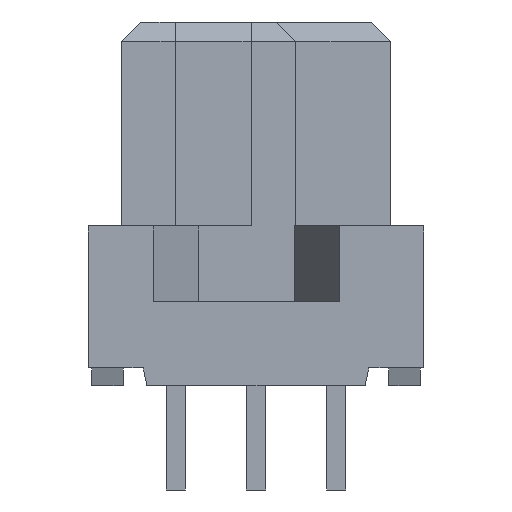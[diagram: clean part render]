
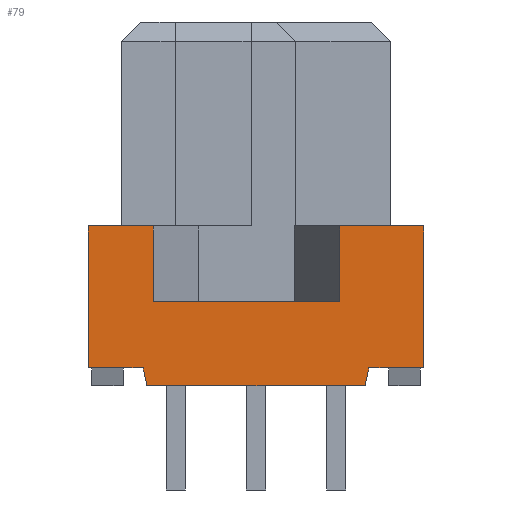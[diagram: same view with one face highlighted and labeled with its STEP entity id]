
A CAD part, left-side view. The second image highlights one B-rep face of the part: STEP entity #79.
In plain terms, the highlighted planar face has unit normal (-1, 0, 0).
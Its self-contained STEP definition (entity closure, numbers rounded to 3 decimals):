
#79=ADVANCED_FACE('',(#2464),#2465,.T.);
#2464=FACE_OUTER_BOUND('',#7313,.T.);
#2465=PLANE('',#7314);
#7313=EDGE_LOOP('',(#12770,#12771,#12772,#12773,#12774,#12775,#12776,#12777,#12778,#12779,#12780,#12781));
#7314=AXIS2_PLACEMENT_3D('',#12782,#12783,#12784);
#12770=ORIENTED_EDGE('',*,*,#30301,.T.);
#12771=ORIENTED_EDGE('',*,*,#30302,.T.);
#12772=ORIENTED_EDGE('',*,*,#30303,.F.);
#12773=ORIENTED_EDGE('',*,*,#30289,.T.);
#12774=ORIENTED_EDGE('',*,*,#30304,.T.);
#12775=ORIENTED_EDGE('',*,*,#30305,.F.);
#12776=ORIENTED_EDGE('',*,*,#30306,.F.);
#12777=ORIENTED_EDGE('',*,*,#30307,.F.);
#12778=ORIENTED_EDGE('',*,*,#30308,.F.);
#12779=ORIENTED_EDGE('',*,*,#30309,.F.);
#12780=ORIENTED_EDGE('',*,*,#30310,.F.);
#12781=ORIENTED_EDGE('',*,*,#30287,.T.);
#12782=CARTESIAN_POINT('',(-57.088,-5.3,-6.45));
#12783=DIRECTION('',(-1.0,0.0,0.0));
#12784=DIRECTION('',(0.0,0.0,1.0));
#30287=EDGE_CURVE('',#36362,#36371,#36373,.T.);
#30289=EDGE_CURVE('',#36377,#36374,#36378,.T.);
#30301=EDGE_CURVE('',#36371,#36398,#36399,.T.);
#30302=EDGE_CURVE('',#36398,#36400,#36401,.T.);
#30303=EDGE_CURVE('',#36377,#36400,#36402,.T.);
#30304=EDGE_CURVE('',#36374,#36403,#36404,.T.);
#30305=EDGE_CURVE('',#36405,#36403,#36406,.T.);
#30306=EDGE_CURVE('',#36407,#36405,#36408,.T.);
#30307=EDGE_CURVE('',#36409,#36407,#36410,.T.);
#30308=EDGE_CURVE('',#36411,#36409,#36412,.T.);
#30309=EDGE_CURVE('',#36413,#36411,#36414,.T.);
#30310=EDGE_CURVE('',#36362,#36413,#36415,.T.);
#36362=VERTEX_POINT('',#46146);
#36371=VERTEX_POINT('',#46160);
#36373=LINE('',#46163,#46164);
#36374=VERTEX_POINT('',#46165);
#36377=VERTEX_POINT('',#46169);
#36378=LINE('',#46170,#46171);
#36398=VERTEX_POINT('',#46202);
#36399=LINE('',#46203,#46204);
#36400=VERTEX_POINT('',#46205);
#36401=LINE('',#46206,#46207);
#36402=LINE('',#46208,#46209);
#36403=VERTEX_POINT('',#46210);
#36404=LINE('',#46211,#46212);
#36405=VERTEX_POINT('',#46213);
#36406=LINE('',#46214,#46215);
#36407=VERTEX_POINT('',#46216);
#36408=LINE('',#46217,#46218);
#36409=VERTEX_POINT('',#46219);
#36410=LINE('',#46220,#46221);
#36411=VERTEX_POINT('',#46222);
#36412=LINE('',#46223,#46224);
#36413=VERTEX_POINT('',#46225);
#36414=LINE('',#46226,#46227);
#36415=LINE('',#46228,#46229);
#46146=CARTESIAN_POINT('',(-57.088,-5.3,-6.45));
#46160=CARTESIAN_POINT('',(-57.088,-2.65,-6.45));
#46163=CARTESIAN_POINT('',(-57.088,-5.3,-6.45));
#46164=VECTOR('',#59667,2.65);
#46165=CARTESIAN_POINT('',(-57.088,5.3,-6.45));
#46169=CARTESIAN_POINT('',(-57.088,3.25,-6.45));
#46170=CARTESIAN_POINT('',(-57.088,3.25,-6.45));
#46171=VECTOR('',#59669,2.05);
#46202=CARTESIAN_POINT('',(-57.088,-2.65,-8.85));
#46203=CARTESIAN_POINT('',(-57.088,-2.65,-6.45));
#46204=VECTOR('',#59681,2.4);
#46205=CARTESIAN_POINT('',(-57.088,3.25,-8.85));
#46206=CARTESIAN_POINT('',(-57.088,-2.65,-8.85));
#46207=VECTOR('',#59682,5.9);
#46208=CARTESIAN_POINT('',(-57.088,3.25,-6.45));
#46209=VECTOR('',#59683,2.4);
#46210=CARTESIAN_POINT('',(-57.088,5.3,-10.94));
#46211=CARTESIAN_POINT('',(-57.088,5.3,-6.45));
#46212=VECTOR('',#59684,4.49);
#46213=CARTESIAN_POINT('',(-57.088,3.569,-10.94));
#46214=CARTESIAN_POINT('',(-57.088,3.569,-10.94));
#46215=VECTOR('',#59685,1.731);
#46216=CARTESIAN_POINT('',(-57.088,3.45,-11.5));
#46217=CARTESIAN_POINT('',(-57.088,3.45,-11.5));
#46218=VECTOR('',#59686,0.573);
#46219=CARTESIAN_POINT('',(-57.088,-3.45,-11.5));
#46220=CARTESIAN_POINT('',(-57.088,-3.45,-11.5));
#46221=VECTOR('',#59687,6.9);
#46222=CARTESIAN_POINT('',(-57.088,-3.569,-10.94));
#46223=CARTESIAN_POINT('',(-57.088,-3.569,-10.94));
#46224=VECTOR('',#59688,0.573);
#46225=CARTESIAN_POINT('',(-57.088,-5.3,-10.94));
#46226=CARTESIAN_POINT('',(-57.088,-5.3,-10.94));
#46227=VECTOR('',#59689,1.731);
#46228=CARTESIAN_POINT('',(-57.088,-5.3,-6.45));
#46229=VECTOR('',#59690,4.49);
#59667=DIRECTION('',(0.0,1.0,0.0));
#59669=DIRECTION('',(0.0,1.0,0.0));
#59681=DIRECTION('',(0.0,0.0,-1.0));
#59682=DIRECTION('',(0.0,1.0,0.0));
#59683=DIRECTION('',(0.0,0.0,-1.0));
#59684=DIRECTION('',(0.0,0.0,-1.0));
#59685=DIRECTION('',(0.0,1.0,0.0));
#59686=DIRECTION('',(0.0,0.208,0.978));
#59687=DIRECTION('',(0.0,1.0,0.0));
#59688=DIRECTION('',(0.0,0.208,-0.978));
#59689=DIRECTION('',(0.0,1.0,0.0));
#59690=DIRECTION('',(0.0,0.0,-1.0));
